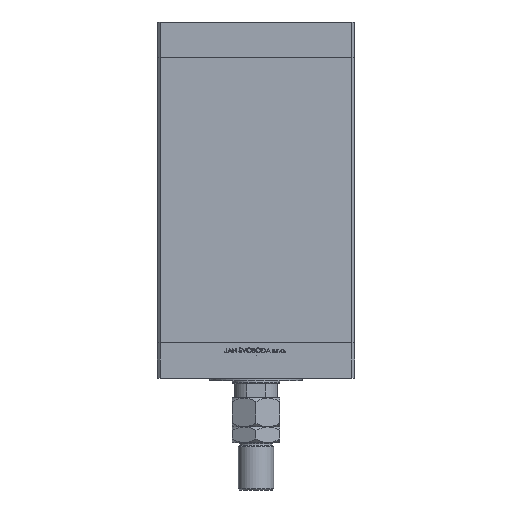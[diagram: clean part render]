
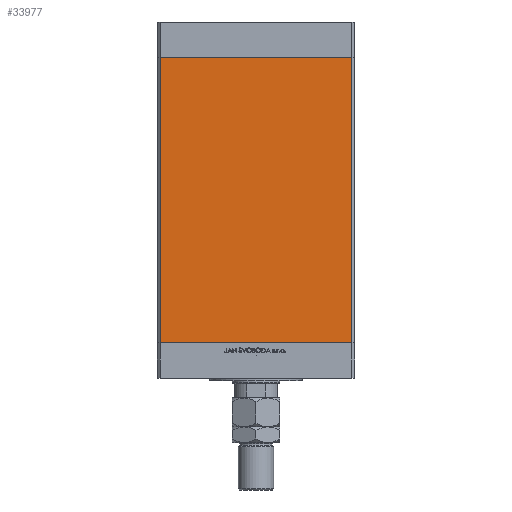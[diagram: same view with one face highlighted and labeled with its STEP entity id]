
A CAD part, front view. The second image highlights one B-rep face of the part: STEP entity #33977.
In plain terms, the highlighted planar face has unit normal (0, -1, 0).
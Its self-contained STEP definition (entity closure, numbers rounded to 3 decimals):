
#250 = ORIENTED_EDGE ( 'NONE', *, *, #13786, .F. ) ;
#2957 = VECTOR ( 'NONE', #35332, 1000. ) ;
#3214 = DIRECTION ( 'NONE',  ( 0., 1., 0. ) ) ;
#4122 = LINE ( 'NONE', #8214, #48453 ) ;
#4619 = DIRECTION ( 'NONE',  ( 0., 0., -1. ) ) ;
#5805 = EDGE_CURVE ( 'NONE', #46036, #50007, #26898, .T. ) ;
#8214 = CARTESIAN_POINT ( 'NONE',  ( -73., -62.5, 217. ) ) ;
#8763 = CARTESIAN_POINT ( 'NONE',  ( -73., -62.5, 0. ) ) ;
#10150 = FACE_OUTER_BOUND ( 'NONE', #12085, .T. ) ;
#11281 = VECTOR ( 'NONE', #15566, 1000. ) ;
#12085 = EDGE_LOOP ( 'NONE', ( #41031, #34509, #250, #37013 ) ) ;
#12719 = CARTESIAN_POINT ( 'NONE',  ( -73., -62.5, 217. ) ) ;
#13786 = EDGE_CURVE ( 'NONE', #13907, #46036, #23990, .T. ) ;
#13907 = VERTEX_POINT ( 'NONE', #17326 ) ;
#15147 = EDGE_CURVE ( 'NONE', #22769, #50007, #39239, .T. ) ;
#15566 = DIRECTION ( 'NONE',  ( 1., 0., 0. ) ) ;
#17326 = CARTESIAN_POINT ( 'NONE',  ( -73., -62.5, 217. ) ) ;
#22769 = VERTEX_POINT ( 'NONE', #23003 ) ;
#23003 = CARTESIAN_POINT ( 'NONE',  ( -73., -62.5, 0. ) ) ;
#23961 = CARTESIAN_POINT ( 'NONE',  ( 73., -62.5, 217. ) ) ;
#23990 = LINE ( 'NONE', #12719, #11281 ) ;
#25760 = CARTESIAN_POINT ( 'NONE',  ( -73., -62.5, 217. ) ) ;
#26898 = LINE ( 'NONE', #39172, #2957 ) ;
#28320 = EDGE_CURVE ( 'NONE', #13907, #22769, #4122, .T. ) ;
#33977 = ADVANCED_FACE ( 'NONE', ( #10150 ), #34186, .F. ) ;
#34186 = PLANE ( 'NONE',  #50600 ) ;
#34509 = ORIENTED_EDGE ( 'NONE', *, *, #5805, .F. ) ;
#35332 = DIRECTION ( 'NONE',  ( 0., 0., -1. ) ) ;
#37013 = ORIENTED_EDGE ( 'NONE', *, *, #28320, .T. ) ;
#38747 = DIRECTION ( 'NONE',  ( 1., 0., 0. ) ) ;
#39172 = CARTESIAN_POINT ( 'NONE',  ( 73., -62.5, 217. ) ) ;
#39239 = LINE ( 'NONE', #8763, #47287 ) ;
#41031 = ORIENTED_EDGE ( 'NONE', *, *, #15147, .T. ) ;
#42108 = DIRECTION ( 'NONE',  ( 0., 0., 1. ) ) ;
#46036 = VERTEX_POINT ( 'NONE', #23961 ) ;
#47287 = VECTOR ( 'NONE', #38747, 1000. ) ;
#48453 = VECTOR ( 'NONE', #4619, 1000. ) ;
#49116 = CARTESIAN_POINT ( 'NONE',  ( 73., -62.5, 0. ) ) ;
#50007 = VERTEX_POINT ( 'NONE', #49116 ) ;
#50600 = AXIS2_PLACEMENT_3D ( 'NONE', #25760, #3214, #42108 ) ;
